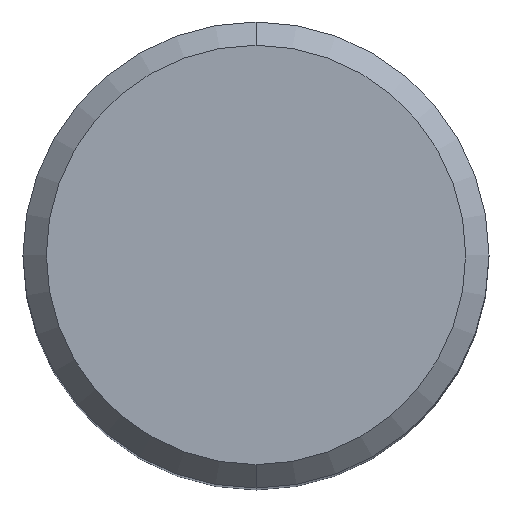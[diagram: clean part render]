
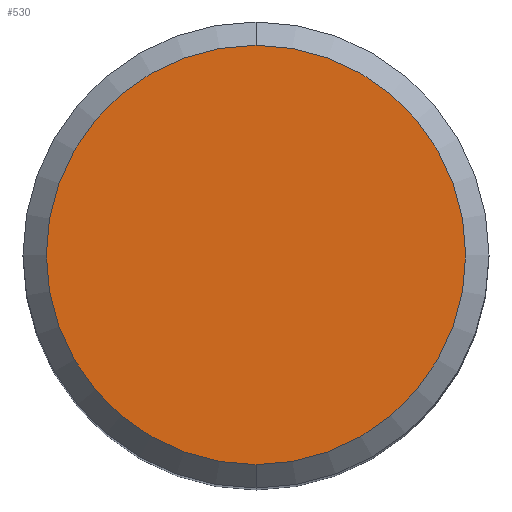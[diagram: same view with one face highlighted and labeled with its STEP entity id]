
A CAD part, top view. The second image highlights one B-rep face of the part: STEP entity #530.
In plain terms, the highlighted planar face has unit normal (0, 0, 1).
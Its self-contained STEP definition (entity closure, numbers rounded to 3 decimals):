
#350=EDGE_CURVE('',#654,#838,#933,.T.);
#530=ADVANCED_FACE('',(#1131),#1132,.T.);
#588=EDGE_CURVE('',#838,#654,#1197,.T.);
#654=VERTEX_POINT('',#1271);
#838=VERTEX_POINT('',#1472);
#933=CIRCLE('',#2700,9.0);
#1131=FACE_OUTER_BOUND('',#3648,.T.);
#1132=PLANE('',#3649);
#1197=CIRCLE('',#4952,9.0);
#1271=CARTESIAN_POINT('',(0.,-9.0,0.0));
#1472=CARTESIAN_POINT('',(0.0,9.0,0.0));
#2700=AXIS2_PLACEMENT_3D('',#8041,#8042,#8043);
#3648=EDGE_LOOP('',(#8277,#8278));
#3649=AXIS2_PLACEMENT_3D('',#8279,#8280,#8281);
#4952=AXIS2_PLACEMENT_3D('',#8355,#8356,#8357);
#8041=CARTESIAN_POINT('',(0.0,0.0,0.0));
#8042=DIRECTION('',(0.0,0.0,-1.0));
#8043=DIRECTION('',(0.0,1.0,0.0));
#8277=ORIENTED_EDGE('',*,*,#588,.F.);
#8278=ORIENTED_EDGE('',*,*,#350,.F.);
#8279=CARTESIAN_POINT('',(0.0,4.5,0.0));
#8280=DIRECTION('',(-0.0,0.0,1.0));
#8281=DIRECTION('',(0.0,-1.0,0.0));
#8355=CARTESIAN_POINT('',(0.0,0.0,0.0));
#8356=DIRECTION('',(0.0,0.0,-1.0));
#8357=DIRECTION('',(0.0,1.0,0.0));
